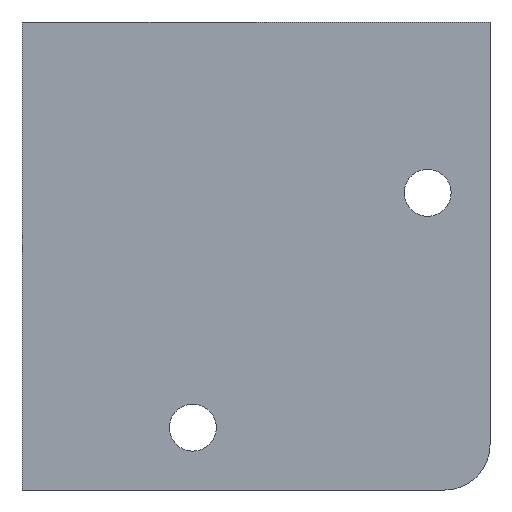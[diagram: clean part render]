
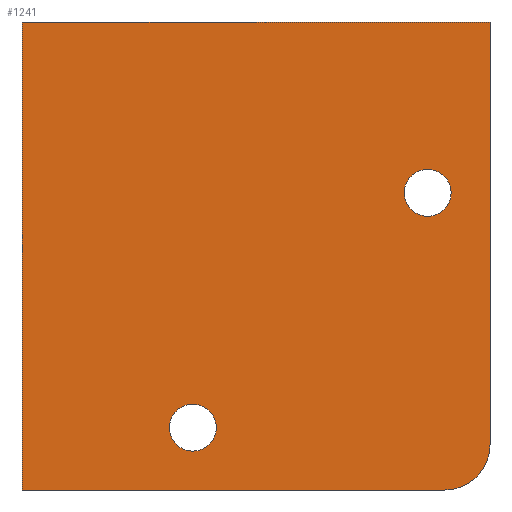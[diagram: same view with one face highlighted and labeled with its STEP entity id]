
A CAD part, front view. The second image highlights one B-rep face of the part: STEP entity #1241.
In plain terms, the highlighted planar face has unit normal (0, -1, 0).
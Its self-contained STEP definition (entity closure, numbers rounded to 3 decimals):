
#139 = CARTESIAN_POINT ( 'NONE',  ( -7.3, 0., -17.25 ) ) ;
#140 = CARTESIAN_POINT ( 'NONE',  ( -7.3, 0., -22.75 ) ) ;
#141 = DIRECTION ( 'NONE',  ( 0., 0., 1. ) ) ;
#142 = DIRECTION ( 'NONE',  ( 0., 1., 0. ) ) ;
#143 = CARTESIAN_POINT ( 'NONE',  ( -7.3, 0., -20. ) ) ;
#144 = AXIS2_PLACEMENT_3D ( 'NONE', #143, #142, #141 ) ;
#149 = CIRCLE ( 'NONE', #144, 2.75 ) ;
#320 = VECTOR ( 'NONE', #384, 1000. ) ;
#321 = CARTESIAN_POINT ( 'NONE',  ( 0., 0., 0. ) ) ;
#322 = LINE ( 'NONE', #321, #320 ) ;
#345 = CARTESIAN_POINT ( 'NONE',  ( -5.3, 0., -54.8 ) ) ;
#346 = DIRECTION ( 'NONE',  ( 0., 0., 1. ) ) ;
#347 = DIRECTION ( 'NONE',  ( 0., 1., 0. ) ) ;
#348 = AXIS2_PLACEMENT_3D ( 'NONE', #351, #347, #346 ) ;
#349 = CIRCLE ( 'NONE', #348, 5.3 ) ;
#351 = CARTESIAN_POINT ( 'NONE',  ( -5.3, 0., -49.5 ) ) ;
#382 = CARTESIAN_POINT ( 'NONE',  ( 0., 0., -49.5 ) ) ;
#383 = CARTESIAN_POINT ( 'NONE',  ( 0., 0., 0. ) ) ;
#384 = DIRECTION ( 'NONE',  ( 0., 0., -1. ) ) ;
#391 = CARTESIAN_POINT ( 'NONE',  ( -54.8, 0., 0. ) ) ;
#392 = DIRECTION ( 'NONE',  ( 0., 0., 1. ) ) ;
#393 = VECTOR ( 'NONE', #392, 1000. ) ;
#394 = CARTESIAN_POINT ( 'NONE',  ( -54.8, 0., 0. ) ) ;
#395 = LINE ( 'NONE', #394, #393 ) ;
#420 = CARTESIAN_POINT ( 'NONE',  ( -54.8, 0., -54.8 ) ) ;
#421 = DIRECTION ( 'NONE',  ( -1., 0., 0. ) ) ;
#422 = VECTOR ( 'NONE', #421, 1000. ) ;
#423 = CARTESIAN_POINT ( 'NONE',  ( -5.3, 0., -54.8 ) ) ;
#424 = LINE ( 'NONE', #423, #422 ) ;
#449 = FACE_BOUND ( 'NONE', #1242, .T. ) ;
#458 = DIRECTION ( 'NONE',  ( 0., 0., 1. ) ) ;
#459 = DIRECTION ( 'NONE',  ( 0., 1., 0. ) ) ;
#460 = CARTESIAN_POINT ( 'NONE',  ( -34.8, 0., -47.5 ) ) ;
#461 = AXIS2_PLACEMENT_3D ( 'NONE', #460, #459, #458 ) ;
#462 = CIRCLE ( 'NONE', #461, 2.75 ) ;
#509 = DIRECTION ( 'NONE',  ( 0., 0., 1. ) ) ;
#510 = DIRECTION ( 'NONE',  ( 0., 1., 0. ) ) ;
#511 = CARTESIAN_POINT ( 'NONE',  ( -5.3, 0., -49.5 ) ) ;
#512 = AXIS2_PLACEMENT_3D ( 'NONE', #511, #510, #509 ) ;
#513 = PLANE ( 'NONE',  #512 ) ;
#514 = FACE_OUTER_BOUND ( 'NONE', #1227, .T. ) ;
#515 = FACE_BOUND ( 'NONE', #1303, .T. ) ;
#538 = DIRECTION ( 'NONE',  ( 1., 0., 0. ) ) ;
#539 = VECTOR ( 'NONE', #538, 1000. ) ;
#540 = CARTESIAN_POINT ( 'NONE',  ( 0., 0., 0. ) ) ;
#541 = LINE ( 'NONE', #540, #539 ) ;
#604 = DIRECTION ( 'NONE',  ( 0., 0., 1. ) ) ;
#605 = DIRECTION ( 'NONE',  ( 0., 1., 0. ) ) ;
#606 = CARTESIAN_POINT ( 'NONE',  ( -7.3, 0., -20. ) ) ;
#607 = AXIS2_PLACEMENT_3D ( 'NONE', #606, #605, #604 ) ;
#608 = CIRCLE ( 'NONE', #607, 2.75 ) ;
#947 = VERTEX_POINT ( 'NONE', #1539 ) ;
#948 = VERTEX_POINT ( 'NONE', #1538 ) ;
#950 = EDGE_CURVE ( 'NONE', #947, #948, #1537, .T. ) ;
#1066 = EDGE_CURVE ( 'NONE', #1067, #1068, #149, .T. ) ;
#1067 = VERTEX_POINT ( 'NONE', #140 ) ;
#1068 = VERTEX_POINT ( 'NONE', #139 ) ;
#1145 = EDGE_CURVE ( 'NONE', #1164, #1146, #349, .T. ) ;
#1146 = VERTEX_POINT ( 'NONE', #345 ) ;
#1162 = EDGE_CURVE ( 'NONE', #1163, #1164, #322, .T. ) ;
#1163 = VERTEX_POINT ( 'NONE', #383 ) ;
#1164 = VERTEX_POINT ( 'NONE', #382 ) ;
#1192 = EDGE_CURVE ( 'NONE', #1211, #1193, #395, .T. ) ;
#1193 = VERTEX_POINT ( 'NONE', #391 ) ;
#1210 = EDGE_CURVE ( 'NONE', #1146, #1211, #424, .T. ) ;
#1211 = VERTEX_POINT ( 'NONE', #420 ) ;
#1225 = EDGE_CURVE ( 'NONE', #948, #947, #462, .T. ) ;
#1226 = ORIENTED_EDGE ( 'NONE', *, *, #950, .T. ) ;
#1227 = EDGE_LOOP ( 'NONE', ( #1228, #1229, #1230, #1231, #1287 ) ) ;
#1228 = ORIENTED_EDGE ( 'NONE', *, *, #1162, .F. ) ;
#1229 = ORIENTED_EDGE ( 'NONE', *, *, #1264, .F. ) ;
#1230 = ORIENTED_EDGE ( 'NONE', *, *, #1192, .F. ) ;
#1231 = ORIENTED_EDGE ( 'NONE', *, *, #1210, .F. ) ;
#1241 = ADVANCED_FACE ( 'NONE', ( #449, #515, #514 ), #513, .F. ) ;
#1242 = EDGE_LOOP ( 'NONE', ( #1243, #1302 ) ) ;
#1243 = ORIENTED_EDGE ( 'NONE', *, *, #1301, .T. ) ;
#1264 = EDGE_CURVE ( 'NONE', #1193, #1163, #541, .T. ) ;
#1287 = ORIENTED_EDGE ( 'NONE', *, *, #1145, .F. ) ;
#1301 = EDGE_CURVE ( 'NONE', #1068, #1067, #608, .T. ) ;
#1302 = ORIENTED_EDGE ( 'NONE', *, *, #1066, .T. ) ;
#1303 = EDGE_LOOP ( 'NONE', ( #1304, #1226 ) ) ;
#1304 = ORIENTED_EDGE ( 'NONE', *, *, #1225, .T. ) ;
#1533 = DIRECTION ( 'NONE',  ( 0., 0., 1. ) ) ;
#1534 = DIRECTION ( 'NONE',  ( 0., 1., 0. ) ) ;
#1535 = CARTESIAN_POINT ( 'NONE',  ( -34.8, 0., -47.5 ) ) ;
#1536 = AXIS2_PLACEMENT_3D ( 'NONE', #1535, #1534, #1533 ) ;
#1537 = CIRCLE ( 'NONE', #1536, 2.75 ) ;
#1538 = CARTESIAN_POINT ( 'NONE',  ( -34.8, 0., -44.75 ) ) ;
#1539 = CARTESIAN_POINT ( 'NONE',  ( -34.8, 0., -50.25 ) ) ;
